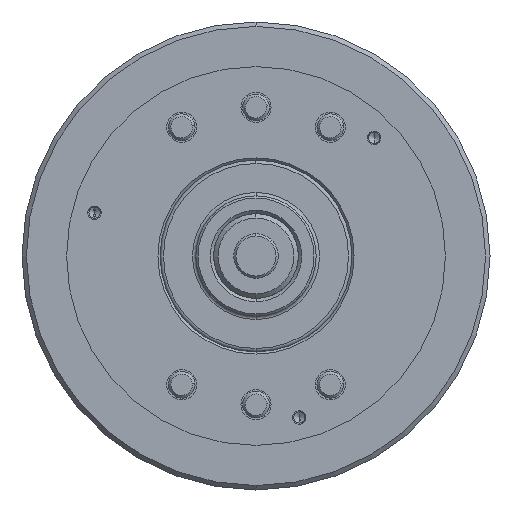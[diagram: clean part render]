
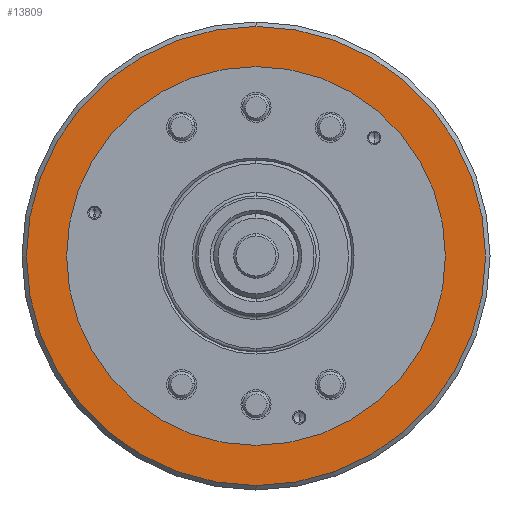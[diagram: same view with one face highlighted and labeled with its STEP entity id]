
A CAD part, left-side view. The second image highlights one B-rep face of the part: STEP entity #13809.
In plain terms, the highlighted planar face has unit normal (-1, 0, 0).
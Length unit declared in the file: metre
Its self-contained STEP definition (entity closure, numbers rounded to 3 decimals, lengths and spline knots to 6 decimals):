
#212 = DIRECTION ( 'NONE',  ( 0., 0., -1. ) ) ;
#849 = AXIS2_PLACEMENT_3D ( 'NONE', #26412, #12662, #28726 ) ;
#1807 = EDGE_LOOP ( 'NONE', ( #14821, #20693 ) ) ;
#2059 = AXIS2_PLACEMENT_3D ( 'NONE', #25495, #11745, #27822 ) ;
#3000 = DIRECTION ( 'NONE',  ( -1., 0., 0. ) ) ;
#3329 = VERTEX_POINT ( 'NONE', #16428 ) ;
#4864 = AXIS2_PLACEMENT_3D ( 'NONE', #9409, #14022, #212 ) ;
#5225 = EDGE_CURVE ( 'NONE', #13992, #17392, #27336, .T. ) ;
#5555 = CARTESIAN_POINT ( 'NONE',  ( 0., 0., 0.103 ) ) ;
#5776 = CARTESIAN_POINT ( 'NONE',  ( 0., 0., -0.103 ) ) ;
#7115 = CARTESIAN_POINT ( 'NONE',  ( 0., 0., 0.085 ) ) ;
#7996 = FACE_BOUND ( 'NONE', #1807, .T. ) ;
#8420 = DIRECTION ( 'NONE',  ( -1., 0., 0. ) ) ;
#8431 = CIRCLE ( 'NONE', #15444, 0.103 ) ;
#9409 = CARTESIAN_POINT ( 'NONE',  ( 0., 0.085, 0. ) ) ;
#11054 = EDGE_CURVE ( 'NONE', #3329, #19275, #19989, .T. ) ;
#11150 = AXIS2_PLACEMENT_3D ( 'NONE', #22185, #8420, #24488 ) ;
#11745 = DIRECTION ( 'NONE',  ( -1., 0., 0. ) ) ;
#12662 = DIRECTION ( 'NONE',  ( -1., 0., 0. ) ) ;
#12751 = EDGE_CURVE ( 'NONE', #17392, #13992, #8431, .T. ) ;
#13809 = ADVANCED_FACE ( 'NONE', ( #25627, #7996 ), #25464, .F. ) ;
#13992 = VERTEX_POINT ( 'NONE', #5555 ) ;
#14022 = DIRECTION ( 'NONE',  ( 1., 0., 0. ) ) ;
#14821 = ORIENTED_EDGE ( 'NONE', *, *, #27385, .F. ) ;
#15163 = ORIENTED_EDGE ( 'NONE', *, *, #5225, .T. ) ;
#15444 = AXIS2_PLACEMENT_3D ( 'NONE', #16801, #3000, #19108 ) ;
#15912 = ORIENTED_EDGE ( 'NONE', *, *, #12751, .T. ) ;
#16428 = CARTESIAN_POINT ( 'NONE',  ( 0., 0., -0.085 ) ) ;
#16801 = CARTESIAN_POINT ( 'NONE',  ( 0., 0., 0. ) ) ;
#17392 = VERTEX_POINT ( 'NONE', #5776 ) ;
#17446 = CIRCLE ( 'NONE', #2059, 0.085 ) ;
#19108 = DIRECTION ( 'NONE',  ( 0., 0., -1. ) ) ;
#19275 = VERTEX_POINT ( 'NONE', #7115 ) ;
#19989 = CIRCLE ( 'NONE', #849, 0.085 ) ;
#20693 = ORIENTED_EDGE ( 'NONE', *, *, #11054, .F. ) ;
#22185 = CARTESIAN_POINT ( 'NONE',  ( 0., 0., 0. ) ) ;
#24488 = DIRECTION ( 'NONE',  ( 0., 0., -1. ) ) ;
#25464 = PLANE ( 'NONE',  #4864 ) ;
#25495 = CARTESIAN_POINT ( 'NONE',  ( 0., 0., 0. ) ) ;
#25627 = FACE_OUTER_BOUND ( 'NONE', #28418, .T. ) ;
#26412 = CARTESIAN_POINT ( 'NONE',  ( 0., 0., 0. ) ) ;
#27336 = CIRCLE ( 'NONE', #11150, 0.103 ) ;
#27385 = EDGE_CURVE ( 'NONE', #19275, #3329, #17446, .T. ) ;
#27822 = DIRECTION ( 'NONE',  ( 0., 0., 1. ) ) ;
#28418 = EDGE_LOOP ( 'NONE', ( #15912, #15163 ) ) ;
#28726 = DIRECTION ( 'NONE',  ( 0., 0., 1. ) ) ;
